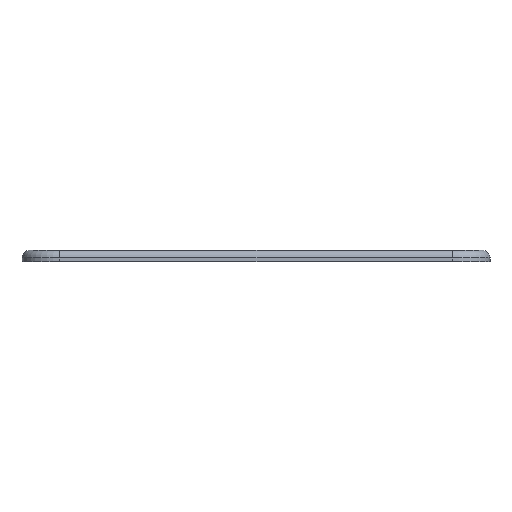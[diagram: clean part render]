
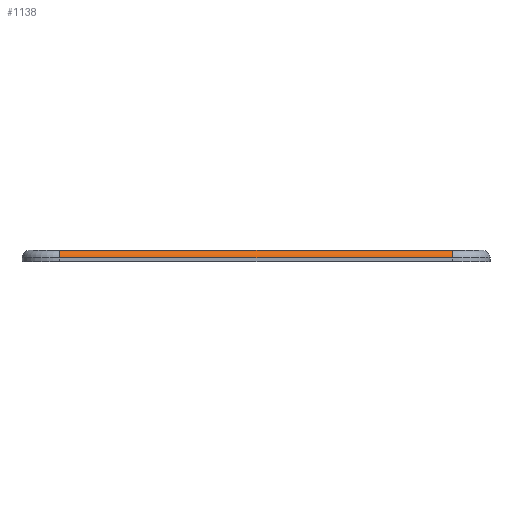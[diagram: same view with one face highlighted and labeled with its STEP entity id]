
A CAD part, left-side view. The second image highlights one B-rep face of the part: STEP entity #1138.
In plain terms, the highlighted cylindrical face has radius 1 mm (diameter 2 mm), a partial arc.
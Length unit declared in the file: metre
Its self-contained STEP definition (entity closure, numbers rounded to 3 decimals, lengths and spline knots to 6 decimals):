
#53=CIRCLE('',#1237,0.001);
#55=CIRCLE('',#1241,0.001);
#67=CYLINDRICAL_SURFACE('',#1240,0.001);
#336=ORIENTED_EDGE('',*,*,#533,.T.);
#337=ORIENTED_EDGE('',*,*,#514,.F.);
#338=ORIENTED_EDGE('',*,*,#535,.F.);
#339=ORIENTED_EDGE('',*,*,#427,.F.);
#427=EDGE_CURVE('',#577,#578,#683,.F.);
#514=EDGE_CURVE('',#642,#643,#761,.T.);
#533=EDGE_CURVE('',#577,#643,#53,.T.);
#535=EDGE_CURVE('',#578,#642,#55,.T.);
#577=VERTEX_POINT('',#1665);
#578=VERTEX_POINT('',#1667);
#642=VERTEX_POINT('',#1843);
#643=VERTEX_POINT('',#1845);
#683=LINE('',#1666,#799);
#761=LINE('',#1844,#877);
#799=VECTOR('',#1326,1.);
#877=VECTOR('',#1474,1.);
#954=EDGE_LOOP('',(#336,#337,#338,#339));
#1042=FACE_BOUND('',#954,.T.);
#1138=ADVANCED_FACE('',(#1042),#67,.T.);
#1237=AXIS2_PLACEMENT_3D('',#1878,#1529,#1530);
#1240=AXIS2_PLACEMENT_3D('',#1881,#1535,#1536);
#1241=AXIS2_PLACEMENT_3D('',#1882,#1537,#1538);
#1326=DIRECTION('',(0.,-1.,0.));
#1474=DIRECTION('',(0.,-1.,0.));
#1529=DIRECTION('',(0.,1.,0.));
#1530=DIRECTION('',(0.,0.,1.));
#1535=DIRECTION('',(0.,1.,0.));
#1536=DIRECTION('',(-1.,0.,0.));
#1537=DIRECTION('',(0.,1.,0.));
#1538=DIRECTION('',(0.,0.,1.));
#1665=CARTESIAN_POINT('',(-0.0425,-0.026,0.0005));
#1666=CARTESIAN_POINT('',(-0.0425,0.026,0.0005));
#1667=CARTESIAN_POINT('',(-0.0425,0.026,0.0005));
#1843=CARTESIAN_POINT('',(-0.0415,0.026,0.0015));
#1844=CARTESIAN_POINT('',(-0.0415,-0.026,0.0015));
#1845=CARTESIAN_POINT('',(-0.0415,-0.026,0.0015));
#1878=CARTESIAN_POINT('',(-0.0415,-0.026,0.0005));
#1881=CARTESIAN_POINT('',(-0.0415,0.,0.0005));
#1882=CARTESIAN_POINT('',(-0.0415,0.026,0.0005));
